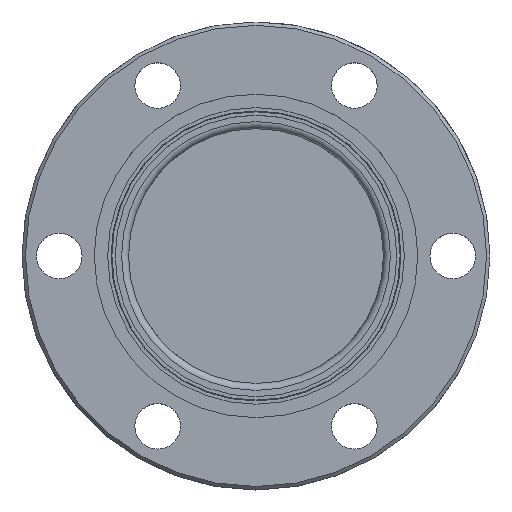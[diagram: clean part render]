
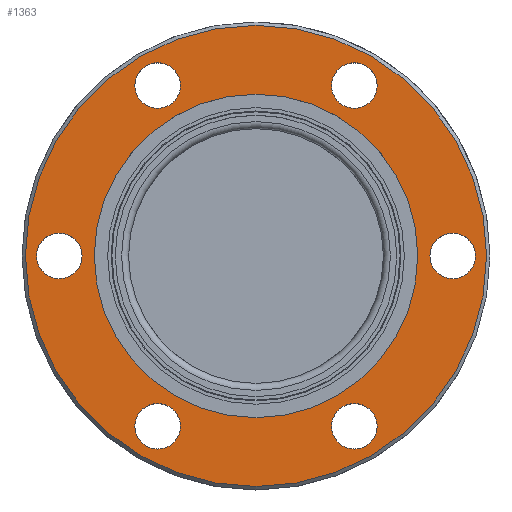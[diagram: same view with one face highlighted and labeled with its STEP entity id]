
A CAD part, top view. The second image highlights one B-rep face of the part: STEP entity #1363.
In plain terms, the highlighted planar face has unit normal (0, 0, 1).
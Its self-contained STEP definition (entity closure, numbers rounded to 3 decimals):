
#6 = DIRECTION ( 'NONE',  ( 0., 0., 1. ) ) ;
#20 = DIRECTION ( 'NONE',  ( -1., 0., 0. ) ) ;
#43 = VERTEX_POINT ( 'NONE', #824 ) ;
#79 = AXIS2_PLACEMENT_3D ( 'NONE', #261, #723, #579 ) ;
#139 = EDGE_CURVE ( 'NONE', #1219, #1219, #860, .T. ) ;
#153 = EDGE_LOOP ( 'NONE', ( #272 ) ) ;
#170 = DIRECTION ( 'NONE',  ( 0., 0., -1. ) ) ;
#193 = AXIS2_PLACEMENT_3D ( 'NONE', #380, #818, #1252 ) ;
#194 = ORIENTED_EDGE ( 'NONE', *, *, #139, .T. ) ;
#199 = EDGE_LOOP ( 'NONE', ( #1338 ) ) ;
#201 = FACE_BOUND ( 'NONE', #680, .T. ) ;
#222 = CARTESIAN_POINT ( 'NONE',  ( -29.35, 0., 0. ) ) ;
#227 = DIRECTION ( 'NONE',  ( 0., 0., -1. ) ) ;
#241 = CARTESIAN_POINT ( 'NONE',  ( 11.275, -25.418, 0. ) ) ;
#242 = EDGE_LOOP ( 'NONE', ( #194 ) ) ;
#250 = DIRECTION ( 'NONE',  ( -1., 0., 0. ) ) ;
#253 = AXIS2_PLACEMENT_3D ( 'NONE', #222, #1097, #1055 ) ;
#256 = VERTEX_POINT ( 'NONE', #241 ) ;
#261 = CARTESIAN_POINT ( 'NONE',  ( 14.675, 25.418, 0. ) ) ;
#272 = ORIENTED_EDGE ( 'NONE', *, *, #1065, .T. ) ;
#332 = EDGE_CURVE ( 'NONE', #256, #256, #1104, .T. ) ;
#347 = AXIS2_PLACEMENT_3D ( 'NONE', #819, #170, #250 ) ;
#367 = VERTEX_POINT ( 'NONE', #1318 ) ;
#376 = AXIS2_PLACEMENT_3D ( 'NONE', #1213, #561, #20 ) ;
#380 = CARTESIAN_POINT ( 'NONE',  ( 0., 0., 0. ) ) ;
#413 = ORIENTED_EDGE ( 'NONE', *, *, #736, .T. ) ;
#424 = FACE_BOUND ( 'NONE', #1279, .T. ) ;
#428 = ORIENTED_EDGE ( 'NONE', *, *, #688, .T. ) ;
#444 = CARTESIAN_POINT ( 'NONE',  ( 34.4, 0., 0. ) ) ;
#455 = EDGE_CURVE ( 'NONE', #1110, #1110, #840, .T. ) ;
#493 = CARTESIAN_POINT ( 'NONE',  ( -29.35, 3.4, 0. ) ) ;
#511 = CARTESIAN_POINT ( 'NONE',  ( 0., 0., 0. ) ) ;
#529 = FACE_BOUND ( 'NONE', #535, .T. ) ;
#533 = FACE_BOUND ( 'NONE', #874, .T. ) ;
#535 = EDGE_LOOP ( 'NONE', ( #782 ) ) ;
#550 = DIRECTION ( 'NONE',  ( 0., 0., -1. ) ) ;
#559 = EDGE_CURVE ( 'NONE', #367, #367, #907, .T. ) ;
#561 = DIRECTION ( 'NONE',  ( 0., 0., -1. ) ) ;
#569 = CIRCLE ( 'NONE', #376, 3.4 ) ;
#572 = CIRCLE ( 'NONE', #79, 3.4 ) ;
#579 = DIRECTION ( 'NONE',  ( 0., 1., 0. ) ) ;
#598 = AXIS2_PLACEMENT_3D ( 'NONE', #511, #716, #705 ) ;
#599 = VERTEX_POINT ( 'NONE', #714 ) ;
#606 = VERTEX_POINT ( 'NONE', #1035 ) ;
#634 = FACE_BOUND ( 'NONE', #153, .T. ) ;
#655 = DIRECTION ( 'NONE',  ( 0., 1., 0. ) ) ;
#680 = EDGE_LOOP ( 'NONE', ( #413 ) ) ;
#688 = EDGE_CURVE ( 'NONE', #43, #43, #759, .T. ) ;
#705 = DIRECTION ( 'NONE',  ( 1., 0., 0. ) ) ;
#714 = CARTESIAN_POINT ( 'NONE',  ( 14.675, 28.818, 0. ) ) ;
#716 = DIRECTION ( 'NONE',  ( 0., 0., 1. ) ) ;
#721 = CARTESIAN_POINT ( 'NONE',  ( -14.675, -25.418, 0. ) ) ;
#723 = DIRECTION ( 'NONE',  ( 0., 0., -1. ) ) ;
#736 = EDGE_CURVE ( 'NONE', #599, #599, #572, .T. ) ;
#747 = CARTESIAN_POINT ( 'NONE',  ( 0., 0., 0. ) ) ;
#759 = CIRCLE ( 'NONE', #815, 3.4 ) ;
#782 = ORIENTED_EDGE ( 'NONE', *, *, #559, .F. ) ;
#815 = AXIS2_PLACEMENT_3D ( 'NONE', #721, #227, #655 ) ;
#818 = DIRECTION ( 'NONE',  ( 0., 0., 1. ) ) ;
#819 = CARTESIAN_POINT ( 'NONE',  ( 14.675, -25.418, 0. ) ) ;
#824 = CARTESIAN_POINT ( 'NONE',  ( -14.675, -22.018, 0. ) ) ;
#840 = CIRCLE ( 'NONE', #598, 34.4 ) ;
#860 = CIRCLE ( 'NONE', #1180, 3.4 ) ;
#874 = EDGE_LOOP ( 'NONE', ( #965 ) ) ;
#876 = CIRCLE ( 'NONE', #253, 3.4 ) ;
#907 = CIRCLE ( 'NONE', #193, 24.125 ) ;
#908 = CARTESIAN_POINT ( 'NONE',  ( 29.35, 0., 0. ) ) ;
#962 = EDGE_CURVE ( 'NONE', #1043, #1043, #876, .T. ) ;
#965 = ORIENTED_EDGE ( 'NONE', *, *, #332, .T. ) ;
#971 = FACE_OUTER_BOUND ( 'NONE', #199, .T. ) ;
#992 = CARTESIAN_POINT ( 'NONE',  ( 29.35, 3.4, 0. ) ) ;
#1005 = DIRECTION ( 'NONE',  ( 0., 1., 0. ) ) ;
#1029 = ORIENTED_EDGE ( 'NONE', *, *, #962, .T. ) ;
#1035 = CARTESIAN_POINT ( 'NONE',  ( -18.075, 25.418, 0. ) ) ;
#1043 = VERTEX_POINT ( 'NONE', #493 ) ;
#1055 = DIRECTION ( 'NONE',  ( 0., 1., 0. ) ) ;
#1065 = EDGE_CURVE ( 'NONE', #606, #606, #569, .T. ) ;
#1082 = FACE_BOUND ( 'NONE', #1293, .T. ) ;
#1097 = DIRECTION ( 'NONE',  ( 0., 0., -1. ) ) ;
#1104 = CIRCLE ( 'NONE', #347, 3.4 ) ;
#1110 = VERTEX_POINT ( 'NONE', #444 ) ;
#1180 = AXIS2_PLACEMENT_3D ( 'NONE', #908, #550, #1005 ) ;
#1199 = DIRECTION ( 'NONE',  ( 1., 0., 0. ) ) ;
#1213 = CARTESIAN_POINT ( 'NONE',  ( -14.675, 25.418, 0. ) ) ;
#1219 = VERTEX_POINT ( 'NONE', #992 ) ;
#1252 = DIRECTION ( 'NONE',  ( 1., 0., 0. ) ) ;
#1279 = EDGE_LOOP ( 'NONE', ( #428 ) ) ;
#1293 = EDGE_LOOP ( 'NONE', ( #1029 ) ) ;
#1297 = FACE_BOUND ( 'NONE', #242, .T. ) ;
#1299 = PLANE ( 'NONE',  #1401 ) ;
#1318 = CARTESIAN_POINT ( 'NONE',  ( 24.125, 0., 0. ) ) ;
#1338 = ORIENTED_EDGE ( 'NONE', *, *, #455, .T. ) ;
#1363 = ADVANCED_FACE ( 'NONE', ( #971, #529, #1082, #424, #533, #1297, #201, #634 ), #1299, .T. ) ;
#1401 = AXIS2_PLACEMENT_3D ( 'NONE', #747, #6, #1199 ) ;
